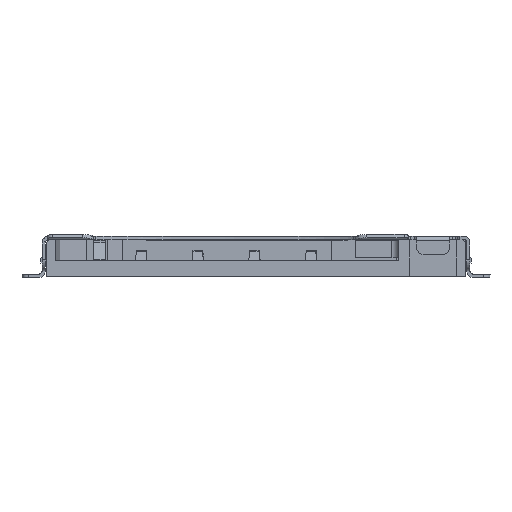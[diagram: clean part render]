
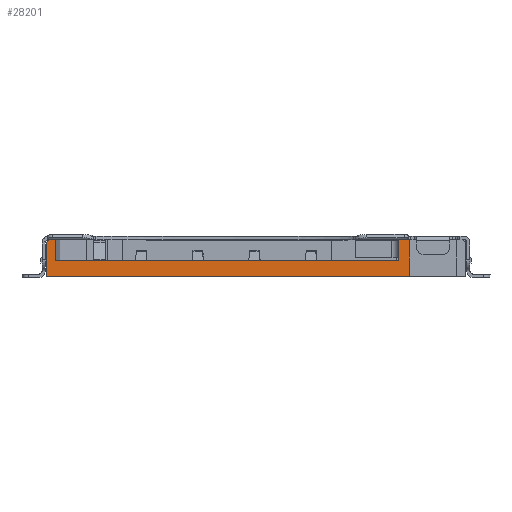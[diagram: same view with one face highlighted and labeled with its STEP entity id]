
A CAD part, front view. The second image highlights one B-rep face of the part: STEP entity #28201.
In plain terms, the highlighted planar face has unit normal (0, -1, 0).
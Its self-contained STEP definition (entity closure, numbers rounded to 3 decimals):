
#154 = CARTESIAN_POINT ( 'NONE',  ( 8.15, 0., 0. ) ) ;
#834 = DIRECTION ( 'NONE',  ( 0., 0., -1. ) ) ;
#1818 = EDGE_CURVE ( 'NONE', #13778, #4905, #10394, .T. ) ;
#1929 = LINE ( 'NONE', #10060, #25237 ) ;
#1937 = EDGE_CURVE ( 'NONE', #30149, #25288, #8451, .T. ) ;
#2408 = DIRECTION ( 'NONE',  ( 1., 0., 0. ) ) ;
#3760 = CARTESIAN_POINT ( 'NONE',  ( 0.075, 0., -0.075 ) ) ;
#4905 = VERTEX_POINT ( 'NONE', #28179 ) ;
#5723 = VERTEX_POINT ( 'NONE', #6385 ) ;
#6118 = EDGE_CURVE ( 'NONE', #23266, #14870, #33322, .T. ) ;
#6385 = CARTESIAN_POINT ( 'NONE',  ( 16.3, 0., -1.65 ) ) ;
#7236 = LINE ( 'NONE', #33721, #17792 ) ;
#7441 = VECTOR ( 'NONE', #18945, 1000. ) ;
#7608 = PLANE ( 'NONE',  #13377 ) ;
#8451 = LINE ( 'NONE', #11224, #27668 ) ;
#8664 = VECTOR ( 'NONE', #28647, 1000. ) ;
#9120 = LINE ( 'NONE', #22458, #14591 ) ;
#9347 = EDGE_LOOP ( 'NONE', ( #24695, #27974, #12715, #11992, #14052, #23391, #18202, #17105, #20663 ) ) ;
#10060 = CARTESIAN_POINT ( 'NONE',  ( 0.092, 0., -0.95 ) ) ;
#10069 = EDGE_CURVE ( 'NONE', #30259, #14870, #19021, .T. ) ;
#10394 = LINE ( 'NONE', #154, #26021 ) ;
#10417 = CARTESIAN_POINT ( 'NONE',  ( 0., 0., -0.15 ) ) ;
#10773 = VERTEX_POINT ( 'NONE', #33498 ) ;
#11224 = CARTESIAN_POINT ( 'NONE',  ( 0.4, 0., -0.475 ) ) ;
#11479 = VECTOR ( 'NONE', #17414, 1000. ) ;
#11992 = ORIENTED_EDGE ( 'NONE', *, *, #34121, .T. ) ;
#12715 = ORIENTED_EDGE ( 'NONE', *, *, #10069, .F. ) ;
#13377 = AXIS2_PLACEMENT_3D ( 'NONE', #18160, #15729, #31315 ) ;
#13778 = VERTEX_POINT ( 'NONE', #25034 ) ;
#14052 = ORIENTED_EDGE ( 'NONE', *, *, #28196, .F. ) ;
#14591 = VECTOR ( 'NONE', #22104, 1000. ) ;
#14870 = VERTEX_POINT ( 'NONE', #10417 ) ;
#15382 = FACE_OUTER_BOUND ( 'NONE', #9347, .T. ) ;
#15729 = DIRECTION ( 'NONE',  ( 0., 1., 0. ) ) ;
#15935 = EDGE_CURVE ( 'NONE', #25288, #10773, #1929, .T. ) ;
#16180 = CARTESIAN_POINT ( 'NONE',  ( 15.79, 0., -0.475 ) ) ;
#16256 = DIRECTION ( 'NONE',  ( 0., 0., 1. ) ) ;
#17105 = ORIENTED_EDGE ( 'NONE', *, *, #15935, .F. ) ;
#17272 = EDGE_CURVE ( 'NONE', #23266, #30149, #9120, .T. ) ;
#17414 = DIRECTION ( 'NONE',  ( -0.707, 0., -0.707 ) ) ;
#17585 = EDGE_CURVE ( 'NONE', #13778, #10773, #19127, .T. ) ;
#17792 = VECTOR ( 'NONE', #18498, 1000. ) ;
#18160 = CARTESIAN_POINT ( 'NONE',  ( -0.326, 0., 0.042 ) ) ;
#18202 = ORIENTED_EDGE ( 'NONE', *, *, #17585, .T. ) ;
#18498 = DIRECTION ( 'NONE',  ( 0., 0., -1. ) ) ;
#18945 = DIRECTION ( 'NONE',  ( 0., 0., -1. ) ) ;
#19021 = LINE ( 'NONE', #23872, #26722 ) ;
#19127 = LINE ( 'NONE', #16180, #7441 ) ;
#20663 = ORIENTED_EDGE ( 'NONE', *, *, #1937, .F. ) ;
#21578 = CARTESIAN_POINT ( 'NONE',  ( 0.4, 0., -0.95 ) ) ;
#22104 = DIRECTION ( 'NONE',  ( 1., 0., 0. ) ) ;
#22458 = CARTESIAN_POINT ( 'NONE',  ( 8.15, 0., 0. ) ) ;
#23266 = VERTEX_POINT ( 'NONE', #27564 ) ;
#23391 = ORIENTED_EDGE ( 'NONE', *, *, #1818, .F. ) ;
#23872 = CARTESIAN_POINT ( 'NONE',  ( 0., 0., -0.825 ) ) ;
#24695 = ORIENTED_EDGE ( 'NONE', *, *, #17272, .F. ) ;
#25034 = CARTESIAN_POINT ( 'NONE',  ( 15.79, 0., 0. ) ) ;
#25237 = VECTOR ( 'NONE', #25816, 1000. ) ;
#25288 = VERTEX_POINT ( 'NONE', #21578 ) ;
#25816 = DIRECTION ( 'NONE',  ( 1., 0., 0. ) ) ;
#26021 = VECTOR ( 'NONE', #2408, 1000. ) ;
#26218 = LINE ( 'NONE', #28805, #8664 ) ;
#26722 = VECTOR ( 'NONE', #16256, 1000. ) ;
#26898 = CARTESIAN_POINT ( 'NONE',  ( 0., 0., -1.65 ) ) ;
#27564 = CARTESIAN_POINT ( 'NONE',  ( 0.15, 0., 0. ) ) ;
#27668 = VECTOR ( 'NONE', #834, 1000. ) ;
#27974 = ORIENTED_EDGE ( 'NONE', *, *, #6118, .T. ) ;
#28179 = CARTESIAN_POINT ( 'NONE',  ( 16.3, 0., 0. ) ) ;
#28196 = EDGE_CURVE ( 'NONE', #4905, #5723, #7236, .T. ) ;
#28201 = ADVANCED_FACE ( 'NONE', ( #15382 ), #7608, .F. ) ;
#28647 = DIRECTION ( 'NONE',  ( 1., 0., 0. ) ) ;
#28805 = CARTESIAN_POINT ( 'NONE',  ( -0.326, 0., -1.65 ) ) ;
#30149 = VERTEX_POINT ( 'NONE', #31405 ) ;
#30259 = VERTEX_POINT ( 'NONE', #26898 ) ;
#31315 = DIRECTION ( 'NONE',  ( 1., 0., 0. ) ) ;
#31405 = CARTESIAN_POINT ( 'NONE',  ( 0.4, 0., 0. ) ) ;
#33322 = LINE ( 'NONE', #3760, #11479 ) ;
#33498 = CARTESIAN_POINT ( 'NONE',  ( 15.79, 0., -0.95 ) ) ;
#33721 = CARTESIAN_POINT ( 'NONE',  ( 16.3, 0., -0.825 ) ) ;
#34121 = EDGE_CURVE ( 'NONE', #30259, #5723, #26218, .T. ) ;
